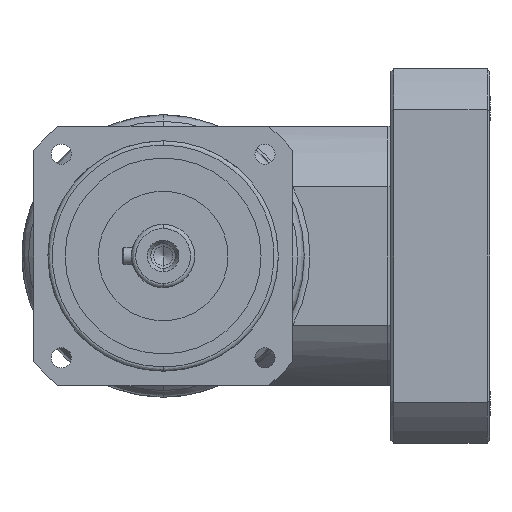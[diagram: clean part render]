
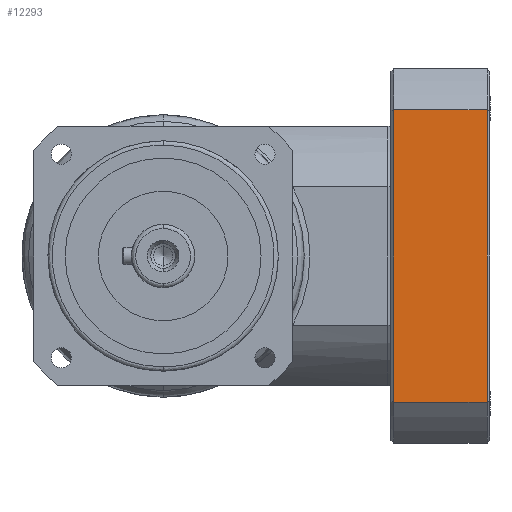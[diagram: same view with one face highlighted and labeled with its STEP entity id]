
A CAD part, left-side view. The second image highlights one B-rep face of the part: STEP entity #12293.
In plain terms, the highlighted face is planar.
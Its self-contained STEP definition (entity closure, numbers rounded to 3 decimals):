
#913 = EDGE_LOOP ( 'NONE', ( #16314, #13788, #9508, #19393 ) ) ;
#1014 = DIRECTION ( 'NONE',  ( 1., 0., 0. ) ) ;
#1152 = VERTEX_POINT ( 'NONE', #20345 ) ;
#2204 = VECTOR ( 'NONE', #19259, 1000. ) ;
#2585 = VERTEX_POINT ( 'NONE', #5197 ) ;
#2729 = AXIS2_PLACEMENT_3D ( 'NONE', #8268, #19252, #9797 ) ;
#3041 = DIRECTION ( 'NONE',  ( 0., 0., -1. ) ) ;
#3114 = VERTEX_POINT ( 'NONE', #13017 ) ;
#4389 = CARTESIAN_POINT ( 'NONE',  ( 32.5, 65., 4.5 ) ) ;
#5197 = CARTESIAN_POINT ( 'NONE',  ( 50.806, 65., 37. ) ) ;
#5997 = DIRECTION ( 'NONE',  ( 1., 0., 0. ) ) ;
#6008 = CARTESIAN_POINT ( 'NONE',  ( 50.806, 65., 4.5 ) ) ;
#6038 = VECTOR ( 'NONE', #3041, 1000. ) ;
#6617 = PLANE ( 'NONE',  #2729 ) ;
#7653 = VECTOR ( 'NONE', #5997, 1000. ) ;
#8268 = CARTESIAN_POINT ( 'NONE',  ( 65., 65., 0. ) ) ;
#9508 = ORIENTED_EDGE ( 'NONE', *, *, #15003, .T. ) ;
#9797 = DIRECTION ( 'NONE',  ( -1., 0., 0. ) ) ;
#11863 = FACE_OUTER_BOUND ( 'NONE', #913, .T. ) ;
#12293 = ADVANCED_FACE ( 'NONE', ( #11863 ), #6617, .T. ) ;
#13017 = CARTESIAN_POINT ( 'NONE',  ( -50.806, 65., 4.5 ) ) ;
#13282 = CARTESIAN_POINT ( 'NONE',  ( 65., 65., 37. ) ) ;
#13588 = EDGE_CURVE ( 'NONE', #2585, #18469, #14261, .T. ) ;
#13683 = LINE ( 'NONE', #13282, #17426 ) ;
#13788 = ORIENTED_EDGE ( 'NONE', *, *, #14766, .T. ) ;
#14261 = LINE ( 'NONE', #15418, #6038 ) ;
#14710 = LINE ( 'NONE', #15946, #2204 ) ;
#14766 = EDGE_CURVE ( 'NONE', #3114, #1152, #14710, .T. ) ;
#15003 = EDGE_CURVE ( 'NONE', #1152, #2585, #13683, .T. ) ;
#15418 = CARTESIAN_POINT ( 'NONE',  ( 50.806, 65., 0. ) ) ;
#15706 = EDGE_CURVE ( 'NONE', #3114, #18469, #20197, .T. ) ;
#15946 = CARTESIAN_POINT ( 'NONE',  ( -50.806, 65., 0. ) ) ;
#16314 = ORIENTED_EDGE ( 'NONE', *, *, #15706, .F. ) ;
#17426 = VECTOR ( 'NONE', #1014, 1000. ) ;
#18469 = VERTEX_POINT ( 'NONE', #6008 ) ;
#19252 = DIRECTION ( 'NONE',  ( 0., 1., 0. ) ) ;
#19259 = DIRECTION ( 'NONE',  ( 0., 0., 1. ) ) ;
#19393 = ORIENTED_EDGE ( 'NONE', *, *, #13588, .T. ) ;
#20197 = LINE ( 'NONE', #4389, #7653 ) ;
#20345 = CARTESIAN_POINT ( 'NONE',  ( -50.806, 65., 37. ) ) ;
